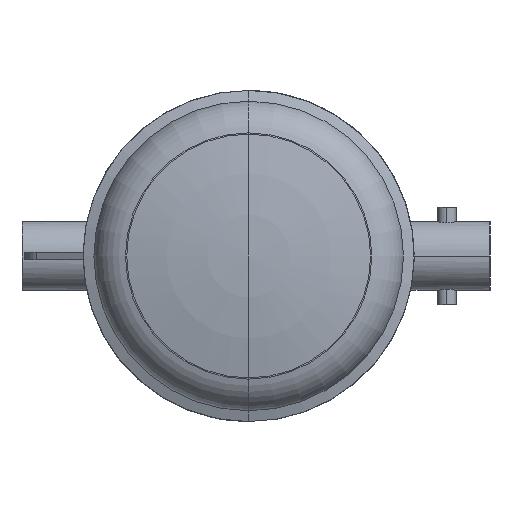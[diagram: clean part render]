
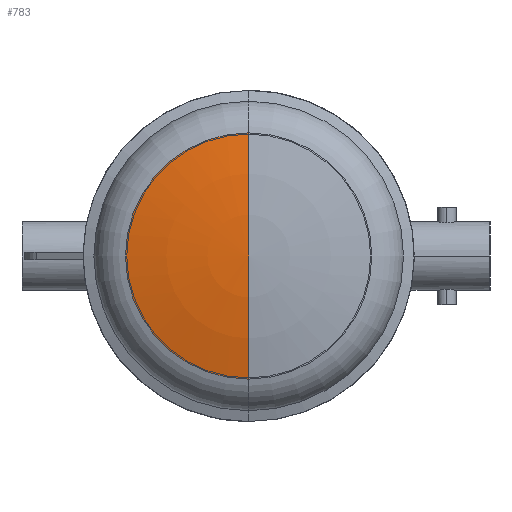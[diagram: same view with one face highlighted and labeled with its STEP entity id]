
A CAD part, left-side view. The second image highlights one B-rep face of the part: STEP entity #783.
In plain terms, the highlighted toroidal (fillet/blend) face has major radius 0.086 mm and minor radius 508 mm.
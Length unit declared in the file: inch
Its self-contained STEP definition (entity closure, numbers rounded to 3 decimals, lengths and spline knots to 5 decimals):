
#49 = EDGE_CURVE ( 'NONE', #1511, #2907, #4508, .T. ) ;
#264 = EDGE_CURVE ( 'NONE', #1511, #612, #3415, .T. ) ;
#503 = DIRECTION ( 'NONE',  ( 0., 1., 0. ) ) ;
#549 = DIRECTION ( 'NONE',  ( 0., 0., 1. ) ) ;
#576 = AXIS2_PLACEMENT_3D ( 'NONE', #5442, #4541, #3652 ) ;
#612 = VERTEX_POINT ( 'NONE', #4174 ) ;
#783 = ADVANCED_FACE ( 'NONE', ( #5237 ), #4039, .T. ) ;
#974 = CARTESIAN_POINT ( 'NONE',  ( 19.99927, 0., -0.00337 ) ) ;
#1053 = CARTESIAN_POINT ( 'NONE',  ( 19.99927, 0., 0.00337 ) ) ;
#1130 = AXIS2_PLACEMENT_3D ( 'NONE', #974, #503, #549 ) ;
#1235 = EDGE_CURVE ( 'NONE', #2907, #612, #1273, .T. ) ;
#1273 = CIRCLE ( 'NONE', #1130, 20. ) ;
#1511 = VERTEX_POINT ( 'NONE', #4729 ) ;
#1877 = AXIS2_PLACEMENT_3D ( 'NONE', #5328, #3587, #3580 ) ;
#2440 = ORIENTED_EDGE ( 'NONE', *, *, #1235, .T. ) ;
#2782 = DIRECTION ( 'NONE',  ( 0., -1., 0. ) ) ;
#2907 = VERTEX_POINT ( 'NONE', #5432 ) ;
#2973 = ORIENTED_EDGE ( 'NONE', *, *, #49, .T. ) ;
#3415 = CIRCLE ( 'NONE', #3564, 20. ) ;
#3564 = AXIS2_PLACEMENT_3D ( 'NONE', #1053, #2782, #4160 ) ;
#3580 = DIRECTION ( 'NONE',  ( 0., 0., 1. ) ) ;
#3587 = DIRECTION ( 'NONE',  ( -1., 0., 0. ) ) ;
#3652 = DIRECTION ( 'NONE',  ( 0., 0., 1. ) ) ;
#4039 = TOROIDAL_SURFACE ( 'NONE', #1877, 0.00337, 20. ) ;
#4160 = DIRECTION ( 'NONE',  ( 0., 0., -1. ) ) ;
#4174 = CARTESIAN_POINT ( 'NONE',  ( -0.00073, 0., 0. ) ) ;
#4508 = CIRCLE ( 'NONE', #576, 4.27481 ) ;
#4541 = DIRECTION ( 'NONE',  ( -1., 0., 0. ) ) ;
#4729 = CARTESIAN_POINT ( 'NONE',  ( 0.46073, 0., 4.27481 ) ) ;
#4772 = ORIENTED_EDGE ( 'NONE', *, *, #264, .F. ) ;
#5220 = EDGE_LOOP ( 'NONE', ( #2973, #2440, #4772 ) ) ;
#5237 = FACE_OUTER_BOUND ( 'NONE', #5220, .T. ) ;
#5328 = CARTESIAN_POINT ( 'NONE',  ( 19.99927, 0., 0. ) ) ;
#5432 = CARTESIAN_POINT ( 'NONE',  ( 0.46073, 0., -4.27481 ) ) ;
#5442 = CARTESIAN_POINT ( 'NONE',  ( 0.46073, 0., 0. ) ) ;
